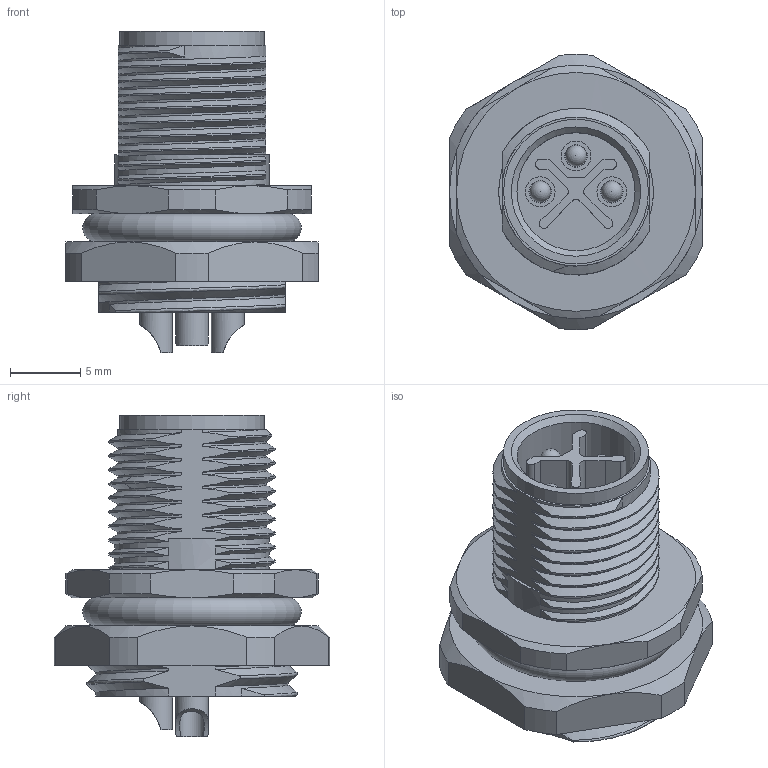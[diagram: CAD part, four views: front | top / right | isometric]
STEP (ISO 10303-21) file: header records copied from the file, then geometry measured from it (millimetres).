
FILE_DESCRIPTION(/* description */ (''),/* implementation_level */ '2;1');
FILE_NAME(/* name */ '2222_1.stp',/* time_stamp */ '2024-03-19T17:26:48+08:00',/* author */ (''),/* organization */ (''),/* preprocessor_version */ 'ST-DEVELOPER v18.1',/* originating_system */ 'SIEMENS PLM Software NX 1980',/* authorisation */ '');
FILE_SCHEMA (('AUTOMOTIVE_DESIGN { 1 0 10303 214 3 1 1 1 }'));
Length unit declared in the file: millimetre
Products named in the file (1): 2222
Bounding box: 18 x 19.57 x 22.9 mm (x, y, z)
Volume: 2610.3 mm3; surface area: 2582 mm2
Topology: 1 solids, 3 shells, 261 faces, 758 edges, 513 vertices
Faces by surface type: cylinder 89, plane 71, bspline 55, cone 35, torus 8, sphere 3
Full cylindrical faces by diameter (mm): 1.5 x3, 1.6 x3, 1.75 x3, 2.12 x3, 2.35 x3, 8.4 x1, 9.3 x1, 10.3 x1, 11 x1, 13 x1, 13.8 x1
Entity records: 11930 total; most frequent: CARTESIAN_POINT 6207, ORIENTED_EDGE 1410, DIRECTION 780, EDGE_CURVE 705, VERTEX_POINT 491, B_SPLINE_CURVE_WITH_KNOTS 454, AXIS2_PLACEMENT_3D 323, EDGE_LOOP 312
